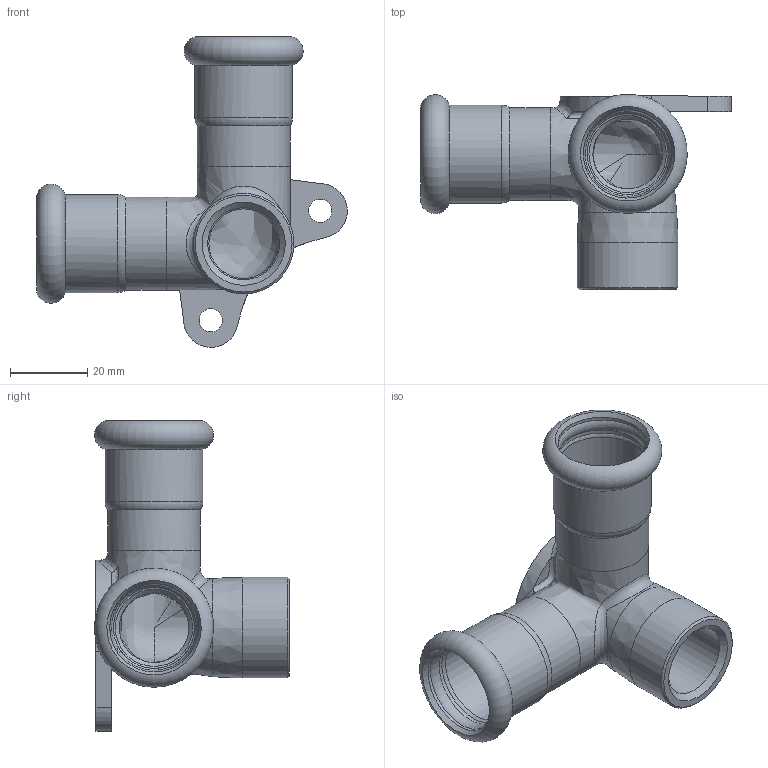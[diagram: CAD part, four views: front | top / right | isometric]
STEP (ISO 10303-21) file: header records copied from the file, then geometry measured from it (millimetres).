
FILE_DESCRIPTION(/* description */ ('TRIVIO 1/2"x22'),/* implementation_level */ '2;1');
FILE_NAME(/* name */ '185102322_Inoxpres.stp',/* time_stamp */ '2022-10-11T15:13:15+02:00',/* author */ ('Vault'),/* organization */ ('Raccorderie metalliche s.p.a.'),/* preprocessor_version */ 'ST-DEVELOPER v18.1',/* originating_system */ 'Autodesk Inventor 2020',/* authorisation */ 'Raccorderie metalliche s.p.a.');
FILE_SCHEMA (('AUTOMOTIVE_DESIGN { 1 0 10303 214 3 1 1 }'));
Length unit declared in the file: millimetre
Products named in the file (1): 185102322_Inoxpres
Bounding box: 80.28 x 50.37 x 80.28 mm (x, y, z)
Volume: 26169.3 mm3; surface area: 20039.5 mm2
Topology: 1 solids, 1 shells, 69 faces, 232 edges, 158 vertices
Faces by surface type: cylinder 24, bspline 15, torus 13, plane 9, cone 8
Full cylindrical faces by diameter (mm): 6 x2, 18 x1, 18.631 x1, 21 x2, 22.3 x2, 22.9 x4, 24 x2, 25.3 x2, 26 x1
Entity records: 7779 total; most frequent: CARTESIAN_POINT 5737, ORIENTED_EDGE 452, DIRECTION 417, EDGE_CURVE 226, AXIS2_PLACEMENT_3D 188, VERTEX_POINT 158, CIRCLE 133, EDGE_LOOP 76
